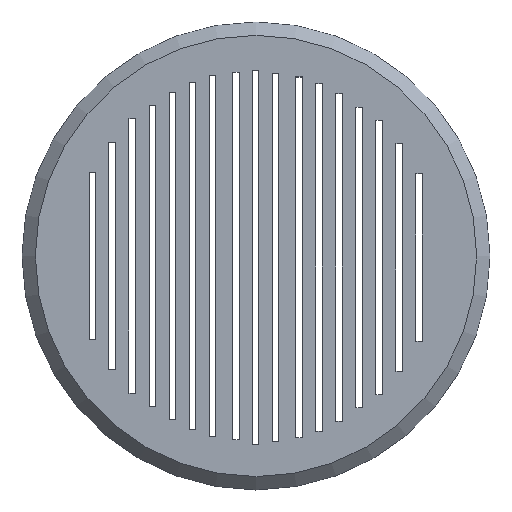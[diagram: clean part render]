
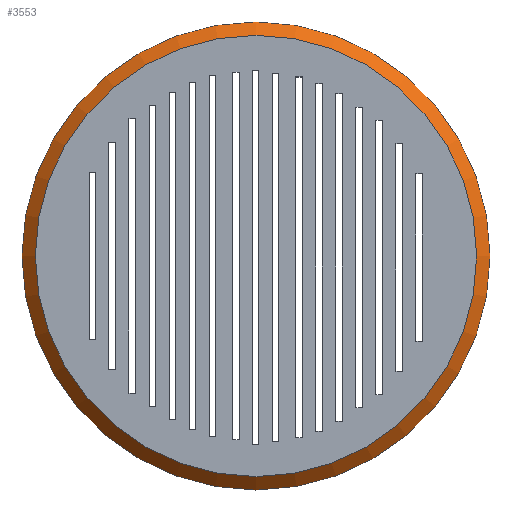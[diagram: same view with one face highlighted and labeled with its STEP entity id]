
A CAD part, top view. The second image highlights one B-rep face of the part: STEP entity #3553.
In plain terms, the highlighted conical face has half-angle 45 degrees and reference radius 34 mm.
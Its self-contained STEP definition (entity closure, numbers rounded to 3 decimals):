
#49=CONICAL_SURFACE('',#3736,34.,0.785);
#175=FACE_OUTER_BOUND('',#351,.T.);
#351=EDGE_LOOP('',(#2418,#2419,#2420,#2421,#2422));
#543=CIRCLE('',#3734,35.);
#544=CIRCLE('',#3735,35.);
#545=CIRCLE('',#3737,33.);
#749=LINE('',#5693,#1102);
#1102=VECTOR('',#4045,34.);
#1466=VERTEX_POINT('',#5685);
#1467=VERTEX_POINT('',#5686);
#1468=VERTEX_POINT('',#5691);
#1844=EDGE_CURVE('',#1466,#1467,#543,.T.);
#1845=EDGE_CURVE('',#1467,#1466,#544,.T.);
#1847=EDGE_CURVE('',#1468,#1468,#545,.T.);
#1848=EDGE_CURVE('',#1468,#1466,#749,.T.);
#2418=ORIENTED_EDGE('',*,*,#1847,.T.);
#2419=ORIENTED_EDGE('',*,*,#1848,.T.);
#2420=ORIENTED_EDGE('',*,*,#1844,.T.);
#2421=ORIENTED_EDGE('',*,*,#1845,.T.);
#2422=ORIENTED_EDGE('',*,*,#1848,.F.);
#3553=ADVANCED_FACE('',(#175),#49,.T.);
#3734=AXIS2_PLACEMENT_3D('',#5687,#4036,#4037);
#3735=AXIS2_PLACEMENT_3D('',#5688,#4038,#4039);
#3736=AXIS2_PLACEMENT_3D('',#5690,#4041,#4042);
#3737=AXIS2_PLACEMENT_3D('',#5692,#4043,#4044);
#4036=DIRECTION('center_axis',(0.,0.,1.));
#4037=DIRECTION('ref_axis',(0.,1.,0.));
#4038=DIRECTION('center_axis',(0.,0.,1.));
#4039=DIRECTION('ref_axis',(0.,1.,0.));
#4041=DIRECTION('center_axis',(0.,0.,-1.));
#4042=DIRECTION('ref_axis',(0.,1.,0.));
#4043=DIRECTION('center_axis',(0.,0.,-1.));
#4044=DIRECTION('ref_axis',(0.,1.,0.));
#4045=DIRECTION('',(0.,-0.707,-0.707));
#5685=CARTESIAN_POINT('',(0.,-35.,71.117));
#5686=CARTESIAN_POINT('',(0.,35.,71.117));
#5687=CARTESIAN_POINT('Origin',(0.,0.,71.117));
#5688=CARTESIAN_POINT('Origin',(0.,0.,71.117));
#5690=CARTESIAN_POINT('Origin',(0.,0.,72.117));
#5691=CARTESIAN_POINT('',(0.,-33.,73.117));
#5692=CARTESIAN_POINT('Origin',(0.,0.,73.117));
#5693=CARTESIAN_POINT('',(0.,-34.,72.117));
